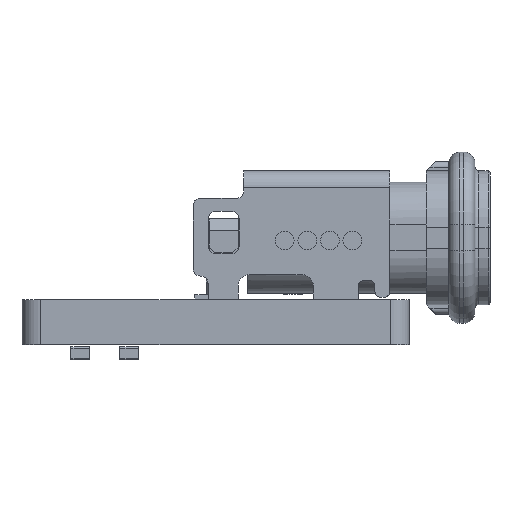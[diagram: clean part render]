
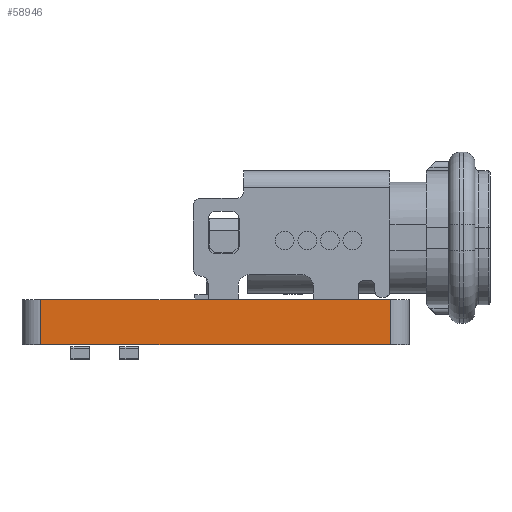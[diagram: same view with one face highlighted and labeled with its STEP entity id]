
A CAD part, left-side view. The second image highlights one B-rep face of the part: STEP entity #58946.
In plain terms, the highlighted planar face has unit normal (-1, 0, 0).
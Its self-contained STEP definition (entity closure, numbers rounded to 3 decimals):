
#57106 = CYLINDRICAL_SURFACE('',#57107,0.5);
#57107 = AXIS2_PLACEMENT_3D('',#57108,#57109,#57110);
#57108 = CARTESIAN_POINT('',(144.,-95.5,0.));
#57109 = DIRECTION('',(-0.,-0.,-1.));
#57110 = DIRECTION('',(1.,0.,-0.));
#57134 = PLANE('',#57135);
#57135 = AXIS2_PLACEMENT_3D('',#57136,#57137,#57138);
#57136 = CARTESIAN_POINT('',(150.,-100.15,1.2));
#57137 = DIRECTION('',(-0.,-0.,-1.));
#57138 = DIRECTION('',(-1.,0.,0.));
#57188 = PLANE('',#57189);
#57189 = AXIS2_PLACEMENT_3D('',#57190,#57191,#57192);
#57190 = CARTESIAN_POINT('',(150.,-100.15,0.));
#57191 = DIRECTION('',(-0.,-0.,-1.));
#57192 = DIRECTION('',(-1.,0.,0.));
#57205 = VERTEX_POINT('',#57206);
#57206 = CARTESIAN_POINT('',(143.5,-95.5,1.2));
#57232 = EDGE_CURVE('',#57233,#57205,#57235,.T.);
#57233 = VERTEX_POINT('',#57234);
#57234 = CARTESIAN_POINT('',(143.5,-95.5,0.));
#57235 = SURFACE_CURVE('',#57236,(#57240,#57247),.PCURVE_S1.);
#57236 = LINE('',#57237,#57238);
#57237 = CARTESIAN_POINT('',(143.5,-95.5,0.));
#57238 = VECTOR('',#57239,1.);
#57239 = DIRECTION('',(0.,0.,1.));
#57240 = PCURVE('',#57106,#57241);
#57241 = DEFINITIONAL_REPRESENTATION('',(#57242),#57246);
#57242 = LINE('',#57243,#57244);
#57243 = CARTESIAN_POINT('',(-3.142,0.));
#57244 = VECTOR('',#57245,1.);
#57245 = DIRECTION('',(-0.,-1.));
#57246 = ( GEOMETRIC_REPRESENTATION_CONTEXT(2) 
PARAMETRIC_REPRESENTATION_CONTEXT() REPRESENTATION_CONTEXT('2D SPACE',''
  ) );
#57247 = PCURVE('',#57248,#57253);
#57248 = PLANE('',#57249);
#57249 = AXIS2_PLACEMENT_3D('',#57250,#57251,#57252);
#57250 = CARTESIAN_POINT('',(143.5,-104.8,0.));
#57251 = DIRECTION('',(-1.,0.,0.));
#57252 = DIRECTION('',(0.,1.,0.));
#57253 = DEFINITIONAL_REPRESENTATION('',(#57254),#57258);
#57254 = LINE('',#57255,#57256);
#57255 = CARTESIAN_POINT('',(9.3,0.));
#57256 = VECTOR('',#57257,1.);
#57257 = DIRECTION('',(0.,-1.));
#57258 = ( GEOMETRIC_REPRESENTATION_CONTEXT(2) 
PARAMETRIC_REPRESENTATION_CONTEXT() REPRESENTATION_CONTEXT('2D SPACE',''
  ) );
#57462 = VERTEX_POINT('',#57463);
#57463 = CARTESIAN_POINT('',(143.5,-104.8,0.));
#57482 = CYLINDRICAL_SURFACE('',#57483,0.5);
#57483 = AXIS2_PLACEMENT_3D('',#57484,#57485,#57486);
#57484 = CARTESIAN_POINT('',(144.,-104.8,0.));
#57485 = DIRECTION('',(-0.,-0.,-1.));
#57486 = DIRECTION('',(1.,0.,-0.));
#57494 = EDGE_CURVE('',#57462,#57233,#57495,.T.);
#57495 = SURFACE_CURVE('',#57496,(#57500,#57507),.PCURVE_S1.);
#57496 = LINE('',#57497,#57498);
#57497 = CARTESIAN_POINT('',(143.5,-104.8,0.));
#57498 = VECTOR('',#57499,1.);
#57499 = DIRECTION('',(0.,1.,0.));
#57500 = PCURVE('',#57188,#57501);
#57501 = DEFINITIONAL_REPRESENTATION('',(#57502),#57506);
#57502 = LINE('',#57503,#57504);
#57503 = CARTESIAN_POINT('',(6.5,-4.65));
#57504 = VECTOR('',#57505,1.);
#57505 = DIRECTION('',(0.,1.));
#57506 = ( GEOMETRIC_REPRESENTATION_CONTEXT(2) 
PARAMETRIC_REPRESENTATION_CONTEXT() REPRESENTATION_CONTEXT('2D SPACE',''
  ) );
#57507 = PCURVE('',#57248,#57508);
#57508 = DEFINITIONAL_REPRESENTATION('',(#57509),#57513);
#57509 = LINE('',#57510,#57511);
#57510 = CARTESIAN_POINT('',(0.,0.));
#57511 = VECTOR('',#57512,1.);
#57512 = DIRECTION('',(1.,0.));
#57513 = ( GEOMETRIC_REPRESENTATION_CONTEXT(2) 
PARAMETRIC_REPRESENTATION_CONTEXT() REPRESENTATION_CONTEXT('2D SPACE',''
  ) );
#58302 = VERTEX_POINT('',#58303);
#58303 = CARTESIAN_POINT('',(143.5,-104.8,1.2));
#58329 = EDGE_CURVE('',#58302,#57205,#58330,.T.);
#58330 = SURFACE_CURVE('',#58331,(#58335,#58342),.PCURVE_S1.);
#58331 = LINE('',#58332,#58333);
#58332 = CARTESIAN_POINT('',(143.5,-104.8,1.2));
#58333 = VECTOR('',#58334,1.);
#58334 = DIRECTION('',(0.,1.,0.));
#58335 = PCURVE('',#57134,#58336);
#58336 = DEFINITIONAL_REPRESENTATION('',(#58337),#58341);
#58337 = LINE('',#58338,#58339);
#58338 = CARTESIAN_POINT('',(6.5,-4.65));
#58339 = VECTOR('',#58340,1.);
#58340 = DIRECTION('',(0.,1.));
#58341 = ( GEOMETRIC_REPRESENTATION_CONTEXT(2) 
PARAMETRIC_REPRESENTATION_CONTEXT() REPRESENTATION_CONTEXT('2D SPACE',''
  ) );
#58342 = PCURVE('',#57248,#58343);
#58343 = DEFINITIONAL_REPRESENTATION('',(#58344),#58348);
#58344 = LINE('',#58345,#58346);
#58345 = CARTESIAN_POINT('',(0.,-1.2));
#58346 = VECTOR('',#58347,1.);
#58347 = DIRECTION('',(1.,0.));
#58348 = ( GEOMETRIC_REPRESENTATION_CONTEXT(2) 
PARAMETRIC_REPRESENTATION_CONTEXT() REPRESENTATION_CONTEXT('2D SPACE',''
  ) );
#58946 = ADVANCED_FACE('',(#58947),#57248,.T.);
#58947 = FACE_BOUND('',#58948,.T.);
#58948 = EDGE_LOOP('',(#58949,#58970,#58971,#58972));
#58949 = ORIENTED_EDGE('',*,*,#58950,.T.);
#58950 = EDGE_CURVE('',#57462,#58302,#58951,.T.);
#58951 = SURFACE_CURVE('',#58952,(#58956,#58963),.PCURVE_S1.);
#58952 = LINE('',#58953,#58954);
#58953 = CARTESIAN_POINT('',(143.5,-104.8,0.));
#58954 = VECTOR('',#58955,1.);
#58955 = DIRECTION('',(0.,0.,1.));
#58956 = PCURVE('',#57248,#58957);
#58957 = DEFINITIONAL_REPRESENTATION('',(#58958),#58962);
#58958 = LINE('',#58959,#58960);
#58959 = CARTESIAN_POINT('',(0.,0.));
#58960 = VECTOR('',#58961,1.);
#58961 = DIRECTION('',(0.,-1.));
#58962 = ( GEOMETRIC_REPRESENTATION_CONTEXT(2) 
PARAMETRIC_REPRESENTATION_CONTEXT() REPRESENTATION_CONTEXT('2D SPACE',''
  ) );
#58963 = PCURVE('',#57482,#58964);
#58964 = DEFINITIONAL_REPRESENTATION('',(#58965),#58969);
#58965 = LINE('',#58966,#58967);
#58966 = CARTESIAN_POINT('',(-3.142,0.));
#58967 = VECTOR('',#58968,1.);
#58968 = DIRECTION('',(-0.,-1.));
#58969 = ( GEOMETRIC_REPRESENTATION_CONTEXT(2) 
PARAMETRIC_REPRESENTATION_CONTEXT() REPRESENTATION_CONTEXT('2D SPACE',''
  ) );
#58970 = ORIENTED_EDGE('',*,*,#58329,.T.);
#58971 = ORIENTED_EDGE('',*,*,#57232,.F.);
#58972 = ORIENTED_EDGE('',*,*,#57494,.F.);
